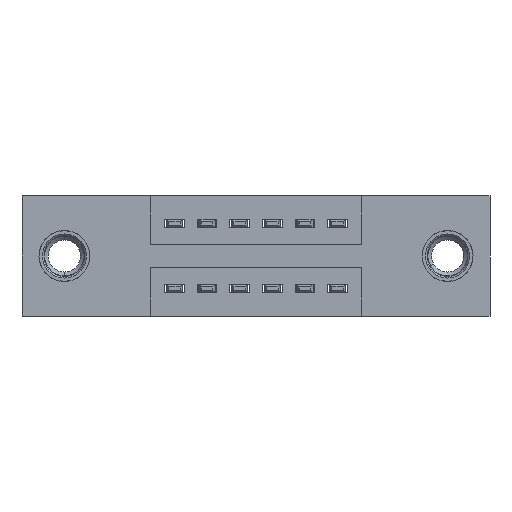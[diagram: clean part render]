
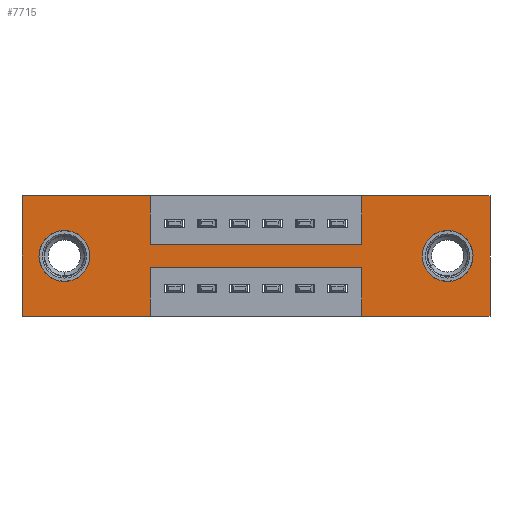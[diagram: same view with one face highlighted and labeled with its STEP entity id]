
A CAD part, front view. The second image highlights one B-rep face of the part: STEP entity #7715.
In plain terms, the highlighted planar face has unit normal (0, -1, 0).
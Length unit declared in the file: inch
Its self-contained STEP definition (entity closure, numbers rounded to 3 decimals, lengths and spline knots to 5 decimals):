
#4 = LINE ( 'NONE', #3406, #8290 ) ;
#139 = VECTOR ( 'NONE', #6476, 39.37008 ) ;
#334 = ORIENTED_EDGE ( 'NONE', *, *, #3809, .T. ) ;
#363 = VERTEX_POINT ( 'NONE', #6440 ) ;
#368 = DIRECTION ( 'NONE',  ( 0., 0., -1. ) ) ;
#388 = FACE_OUTER_BOUND ( 'NONE', #6363, .T. ) ;
#543 = CARTESIAN_POINT ( 'NONE',  ( 1.305, 0., -0.185 ) ) ;
#608 = DIRECTION ( 'NONE',  ( 0., 0., -1. ) ) ;
#682 = EDGE_CURVE ( 'NONE', #6843, #4785, #2111, .T. ) ;
#695 = DIRECTION ( 'NONE',  ( 1., 0., 0. ) ) ;
#756 = VECTOR ( 'NONE', #368, 39.37008 ) ;
#952 = CIRCLE ( 'NONE', #1258, 0.078 ) ;
#976 = DIRECTION ( 'NONE',  ( 0., 1., 0. ) ) ;
#1115 = ORIENTED_EDGE ( 'NONE', *, *, #9400, .F. ) ;
#1194 = DIRECTION ( 'NONE',  ( 0., 1., 0. ) ) ;
#1215 = DIRECTION ( 'NONE',  ( 1., 0., 0. ) ) ;
#1258 = AXIS2_PLACEMENT_3D ( 'NONE', #2580, #976, #5890 ) ;
#1359 = ORIENTED_EDGE ( 'NONE', *, *, #6145, .T. ) ;
#1380 = DIRECTION ( 'NONE',  ( 0., 0., -1. ) ) ;
#1416 = FACE_BOUND ( 'NONE', #9700, .T. ) ;
#1589 = LINE ( 'NONE', #6200, #4534 ) ;
#1600 = VECTOR ( 'NONE', #9841, 39.37008 ) ;
#1609 = EDGE_CURVE ( 'NONE', #3734, #6741, #4530, .T. ) ;
#1638 = LINE ( 'NONE', #5989, #4716 ) ;
#1682 = CARTESIAN_POINT ( 'NONE',  ( 1.435, 0., -0.37 ) ) ;
#1684 = CARTESIAN_POINT ( 'NONE',  ( 1.305, 0., -0.263 ) ) ;
#1824 = CARTESIAN_POINT ( 'NONE',  ( 1.435, 0., 0. ) ) ;
#1869 = ORIENTED_EDGE ( 'NONE', *, *, #5925, .F. ) ;
#1909 = DIRECTION ( 'NONE',  ( 0., 0., -1. ) ) ;
#1910 = CARTESIAN_POINT ( 'NONE',  ( 0.3925, 0., -0.37 ) ) ;
#2051 = CARTESIAN_POINT ( 'NONE',  ( 0., 0., 0. ) ) ;
#2111 = LINE ( 'NONE', #6881, #8882 ) ;
#2218 = LINE ( 'NONE', #7206, #2336 ) ;
#2336 = VECTOR ( 'NONE', #695, 39.37008 ) ;
#2419 = ORIENTED_EDGE ( 'NONE', *, *, #4204, .F. ) ;
#2536 = CIRCLE ( 'NONE', #10268, 0.078 ) ;
#2539 = DIRECTION ( 'NONE',  ( 0., -1., 0. ) ) ;
#2580 = CARTESIAN_POINT ( 'NONE',  ( 0.13, 0., -0.185 ) ) ;
#2598 = CARTESIAN_POINT ( 'NONE',  ( 1.0425, 0., -0.37 ) ) ;
#2933 = VERTEX_POINT ( 'NONE', #8633 ) ;
#2971 = EDGE_CURVE ( 'NONE', #6741, #5766, #2218, .T. ) ;
#2995 = VECTOR ( 'NONE', #6466, 39.37008 ) ;
#3032 = ORIENTED_EDGE ( 'NONE', *, *, #10145, .F. ) ;
#3116 = CARTESIAN_POINT ( 'NONE',  ( 0.3925, 0., -0.15 ) ) ;
#3139 = VERTEX_POINT ( 'NONE', #4337 ) ;
#3297 = CARTESIAN_POINT ( 'NONE',  ( 1.0425, 0., -0.37 ) ) ;
#3305 = DIRECTION ( 'NONE',  ( 0., 0., -1. ) ) ;
#3375 = VECTOR ( 'NONE', #1215, 39.37008 ) ;
#3400 = CARTESIAN_POINT ( 'NONE',  ( 1.305, 0., -0.185 ) ) ;
#3406 = CARTESIAN_POINT ( 'NONE',  ( 0., 0., -0.37 ) ) ;
#3591 = LINE ( 'NONE', #9767, #139 ) ;
#3708 = DIRECTION ( 'NONE',  ( 0., 0., 1. ) ) ;
#3734 = VERTEX_POINT ( 'NONE', #9104 ) ;
#3783 = CIRCLE ( 'NONE', #10572, 0.078 ) ;
#3799 = ORIENTED_EDGE ( 'NONE', *, *, #8066, .F. ) ;
#3809 = EDGE_CURVE ( 'NONE', #7779, #10058, #8563, .T. ) ;
#3938 = VERTEX_POINT ( 'NONE', #6354 ) ;
#4204 = EDGE_CURVE ( 'NONE', #3938, #8513, #5771, .T. ) ;
#4337 = CARTESIAN_POINT ( 'NONE',  ( 1.0425, 0., -0.22 ) ) ;
#4361 = ORIENTED_EDGE ( 'NONE', *, *, #2971, .F. ) ;
#4456 = ORIENTED_EDGE ( 'NONE', *, *, #5566, .T. ) ;
#4483 = EDGE_CURVE ( 'NONE', #3139, #3938, #3591, .T. ) ;
#4530 = LINE ( 'NONE', #7241, #2995 ) ;
#4534 = VECTOR ( 'NONE', #10235, 39.37008 ) ;
#4716 = VECTOR ( 'NONE', #6719, 39.37008 ) ;
#4785 = VERTEX_POINT ( 'NONE', #3116 ) ;
#4786 = LINE ( 'NONE', #2051, #10164 ) ;
#5203 = ORIENTED_EDGE ( 'NONE', *, *, #682, .F. ) ;
#5212 = VERTEX_POINT ( 'NONE', #6004 ) ;
#5252 = VERTEX_POINT ( 'NONE', #8348 ) ;
#5290 = VERTEX_POINT ( 'NONE', #1682 ) ;
#5520 = DIRECTION ( 'NONE',  ( 0., 1., 0. ) ) ;
#5566 = EDGE_CURVE ( 'NONE', #10058, #7779, #3783, .T. ) ;
#5704 = CARTESIAN_POINT ( 'NONE',  ( 1.305, 0., -0.107 ) ) ;
#5722 = EDGE_CURVE ( 'NONE', #5766, #5290, #9005, .T. ) ;
#5766 = VERTEX_POINT ( 'NONE', #1824 ) ;
#5771 = LINE ( 'NONE', #1910, #756 ) ;
#5820 = CARTESIAN_POINT ( 'NONE',  ( 0., 0., -0.37 ) ) ;
#5890 = DIRECTION ( 'NONE',  ( 0., 0., 1. ) ) ;
#5925 = EDGE_CURVE ( 'NONE', #5212, #363, #4786, .T. ) ;
#5945 = EDGE_CURVE ( 'NONE', #5290, #6246, #1589, .T. ) ;
#5989 = CARTESIAN_POINT ( 'NONE',  ( 0., 0., 0. ) ) ;
#6004 = CARTESIAN_POINT ( 'NONE',  ( 0., 0., -0.37 ) ) ;
#6015 = ORIENTED_EDGE ( 'NONE', *, *, #5722, .F. ) ;
#6080 = CARTESIAN_POINT ( 'NONE',  ( 0.3925, 0., -0.15 ) ) ;
#6145 = EDGE_CURVE ( 'NONE', #5252, #2933, #952, .T. ) ;
#6200 = CARTESIAN_POINT ( 'NONE',  ( 0., 0., -0.37 ) ) ;
#6246 = VERTEX_POINT ( 'NONE', #3297 ) ;
#6299 = DIRECTION ( 'NONE',  ( 0., 0., 1. ) ) ;
#6354 = CARTESIAN_POINT ( 'NONE',  ( 0.3925, 0., -0.22 ) ) ;
#6363 = EDGE_LOOP ( 'NONE', ( #2419, #7044, #3799, #8944, #6015, #4361, #7587, #9052, #5203, #3032, #1869, #1115 ) ) ;
#6440 = CARTESIAN_POINT ( 'NONE',  ( 0., 0., 0. ) ) ;
#6466 = DIRECTION ( 'NONE',  ( 0., 0., 1. ) ) ;
#6476 = DIRECTION ( 'NONE',  ( -1., 0., 0. ) ) ;
#6719 = DIRECTION ( 'NONE',  ( 1., 0., 0. ) ) ;
#6720 = EDGE_CURVE ( 'NONE', #4785, #3734, #9886, .T. ) ;
#6732 = DIRECTION ( 'NONE',  ( -1., 0., 0. ) ) ;
#6741 = VERTEX_POINT ( 'NONE', #9392 ) ;
#6843 = VERTEX_POINT ( 'NONE', #10557 ) ;
#6881 = CARTESIAN_POINT ( 'NONE',  ( 0.3925, 0., 0. ) ) ;
#7031 = VECTOR ( 'NONE', #7462, 39.37008 ) ;
#7032 = CARTESIAN_POINT ( 'NONE',  ( 0.13, 0., -0.185 ) ) ;
#7044 = ORIENTED_EDGE ( 'NONE', *, *, #4483, .F. ) ;
#7206 = CARTESIAN_POINT ( 'NONE',  ( 0., 0., 0. ) ) ;
#7241 = CARTESIAN_POINT ( 'NONE',  ( 1.0425, 0., 0. ) ) ;
#7326 = CARTESIAN_POINT ( 'NONE',  ( 1.435, 0., 0. ) ) ;
#7431 = CARTESIAN_POINT ( 'NONE',  ( 0.3925, 0., -0.37 ) ) ;
#7462 = DIRECTION ( 'NONE',  ( 0., 0., 1. ) ) ;
#7557 = LINE ( 'NONE', #2598, #7031 ) ;
#7587 = ORIENTED_EDGE ( 'NONE', *, *, #1609, .F. ) ;
#7715 = ADVANCED_FACE ( 'NONE', ( #10120, #1416, #388 ), #8204, .T. ) ;
#7779 = VERTEX_POINT ( 'NONE', #1684 ) ;
#8066 = EDGE_CURVE ( 'NONE', #6246, #3139, #7557, .T. ) ;
#8204 = PLANE ( 'NONE',  #10382 ) ;
#8290 = VECTOR ( 'NONE', #6732, 39.37008 ) ;
#8348 = CARTESIAN_POINT ( 'NONE',  ( 0.13, 0., -0.107 ) ) ;
#8513 = VERTEX_POINT ( 'NONE', #7431 ) ;
#8563 = CIRCLE ( 'NONE', #9608, 0.078 ) ;
#8633 = CARTESIAN_POINT ( 'NONE',  ( 0.13, 0., -0.263 ) ) ;
#8882 = VECTOR ( 'NONE', #1380, 39.37008 ) ;
#8944 = ORIENTED_EDGE ( 'NONE', *, *, #5945, .F. ) ;
#9005 = LINE ( 'NONE', #7326, #1600 ) ;
#9052 = ORIENTED_EDGE ( 'NONE', *, *, #6720, .F. ) ;
#9104 = CARTESIAN_POINT ( 'NONE',  ( 1.0425, 0., -0.15 ) ) ;
#9392 = CARTESIAN_POINT ( 'NONE',  ( 1.0425, 0., 0. ) ) ;
#9400 = EDGE_CURVE ( 'NONE', #8513, #5212, #4, .T. ) ;
#9519 = DIRECTION ( 'NONE',  ( 0., 1., 0. ) ) ;
#9608 = AXIS2_PLACEMENT_3D ( 'NONE', #3400, #1194, #1909 ) ;
#9681 = EDGE_CURVE ( 'NONE', #2933, #5252, #2536, .T. ) ;
#9700 = EDGE_LOOP ( 'NONE', ( #1359, #9853 ) ) ;
#9767 = CARTESIAN_POINT ( 'NONE',  ( 0.3925, 0., -0.22 ) ) ;
#9841 = DIRECTION ( 'NONE',  ( 0., 0., -1. ) ) ;
#9853 = ORIENTED_EDGE ( 'NONE', *, *, #9681, .T. ) ;
#9886 = LINE ( 'NONE', #6080, #3375 ) ;
#10058 = VERTEX_POINT ( 'NONE', #5704 ) ;
#10120 = FACE_BOUND ( 'NONE', #10170, .T. ) ;
#10145 = EDGE_CURVE ( 'NONE', #363, #6843, #1638, .T. ) ;
#10164 = VECTOR ( 'NONE', #6299, 39.37008 ) ;
#10170 = EDGE_LOOP ( 'NONE', ( #4456, #334 ) ) ;
#10235 = DIRECTION ( 'NONE',  ( -1., 0., 0. ) ) ;
#10268 = AXIS2_PLACEMENT_3D ( 'NONE', #7032, #9519, #3708 ) ;
#10382 = AXIS2_PLACEMENT_3D ( 'NONE', #5820, #2539, #3305 ) ;
#10557 = CARTESIAN_POINT ( 'NONE',  ( 0.3925, 0., 0. ) ) ;
#10572 = AXIS2_PLACEMENT_3D ( 'NONE', #543, #5520, #608 ) ;
